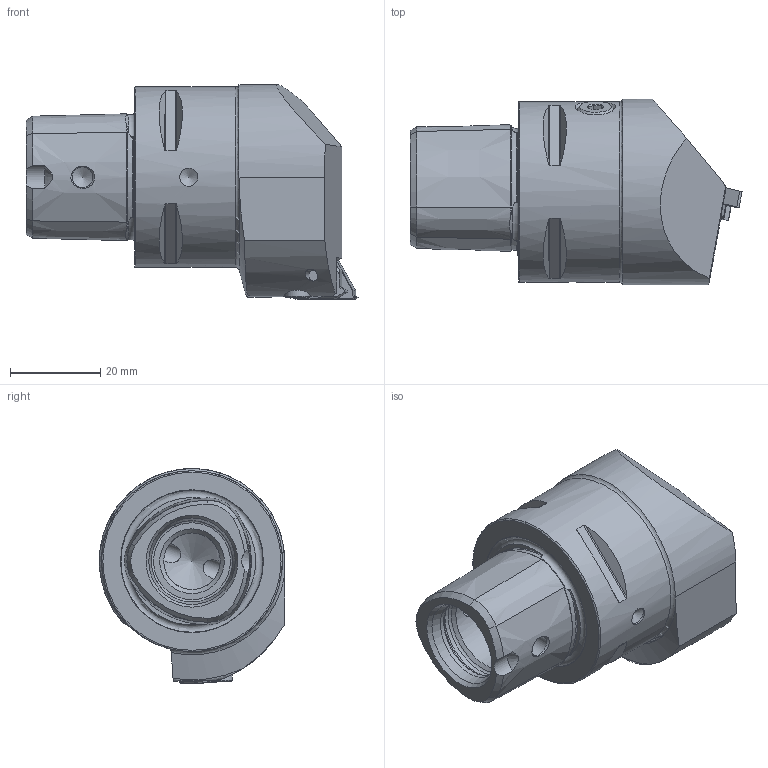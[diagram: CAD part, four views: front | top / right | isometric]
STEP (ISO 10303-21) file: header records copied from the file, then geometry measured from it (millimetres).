
FILE_DESCRIPTION (( 'STEP AP214' ), '1' );
FILE_NAME ('PS4.KGB.RGR.050-HP.STEP', '2020-12-10T11:20:45', ( '' ), ( '' ), 'SwSTEP 2.0', 'SolidWorks 2017', '' );
FILE_SCHEMA (( 'AUTOMOTIVE_DESIGN' ));
Length unit declared in the file: millimetre
Products named in the file (12): CHP-ER1.008.011_A; DIN 3771 - 13x1; CHP-ER1.015.006; CHP-ER1.015.006_A; WGB-ER3.001.007_A; PS4-KGB.RGR.050-HP_B; PS4.KGB.RGR.050-HP; DIN 7991 - M5x15; LT16ER; WGB-ER2.001.012_A; WGB-ER2.102.003_A; ISO 8752 2x8
Assembly tree (11 placements, depth 3):
  PS4.KGB.RGR.050-HP
    PS4-KGB.RGR.050-HP_B
    ISO 8752 2x8
    CHP-ER1.015.006
      CHP-ER1.015.006_A
      DIN 3771 - 13x1
      DIN 7991 - M5x15
    CHP-ER1.008.011_A
    WGB-ER2.102.003_A
    WGB-ER2.001.012_A
    LT16ER
    WGB-ER3.001.007_A
Bounding box: 73.41 x 40.99 x 47.47 mm (x, y, z)
Volume: 56385.9 mm3; surface area: 16455.3 mm2
Topology: 10 solids, 10 shells, 316 faces, 760 edges, 471 vertices
Faces by surface type: plane 127, cylinder 83, cone 78, torus 28
Full cylindrical faces by diameter (mm): 2 x1, 2.5 x1, 2.578 x2, 2.775 x1, 3 x2, 3.175 x1, 4 x2, 4.025 x1, 4.2 x5, 4.6 x2, 5 x1, 5.2 x1, 5.5 x3, 7 x1, 8 x1, 10 x1, 12.5 x1, 13.4 x1, 15 x4, 18 x2, 20 x1, 40 x1
Entity records: 10047 total; most frequent: CARTESIAN_POINT 2797, DIRECTION 1393, ORIENTED_EDGE 1274, EDGE_CURVE 637, AXIS2_PLACEMENT_3D 562, VERTEX_POINT 440, EDGE_LOOP 431, FACE_OUTER_BOUND 363
